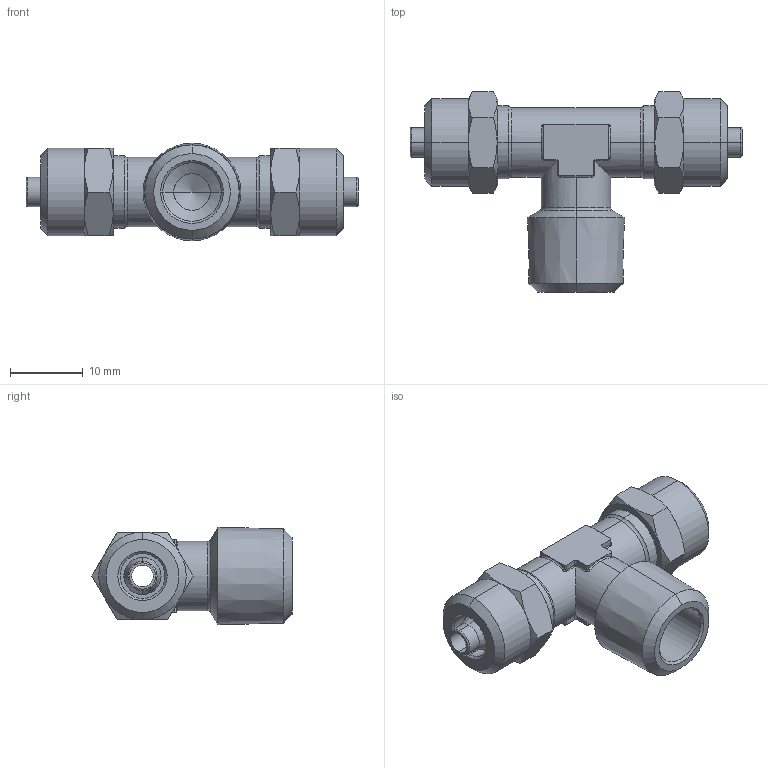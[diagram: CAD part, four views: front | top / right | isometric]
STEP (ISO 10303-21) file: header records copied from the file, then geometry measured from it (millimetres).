
FILE_DESCRIPTION (( 'STEP AP203' ), '1' );
FILE_NAME ('02100032.STEP', '2011-09-29T07:50:21', ( '' ), ( 'sopra-pneumatic' ), 'SwSTEP 2.0', 'SolidWorks 2011', '' );
FILE_SCHEMA (( 'CONFIG_CONTROL_DESIGN' ));
Length unit declared in the file: millimetre
Products named in the file (1): 02100032
Bounding box: 45.5 x 27.43 x 13.37 mm (x, y, z)
Volume: 4715.4 mm3; surface area: 3389.6 mm2
Topology: 1 solids, 1 shells, 175 faces, 408 edges, 234 vertices
Faces by surface type: cylinder 59, cone 40, plane 39, torus 21, bspline 12, sphere 4
Entity records: 5489 total; most frequent: CARTESIAN_POINT 1552, DIRECTION 826, ORIENTED_EDGE 804, EDGE_CURVE 402, AXIS2_PLACEMENT_3D 342, VERTEX_POINT 234, EDGE_LOOP 184, CIRCLE 178
